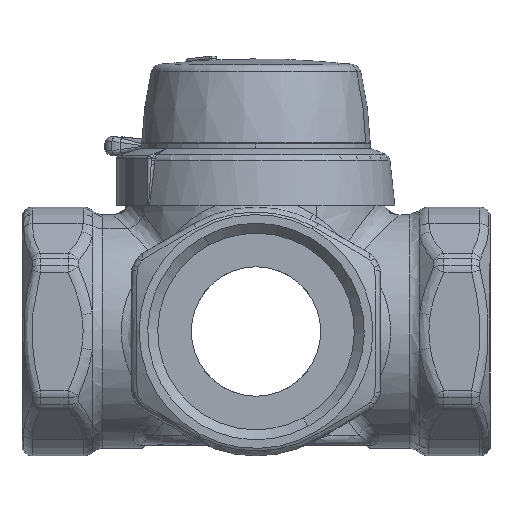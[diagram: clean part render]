
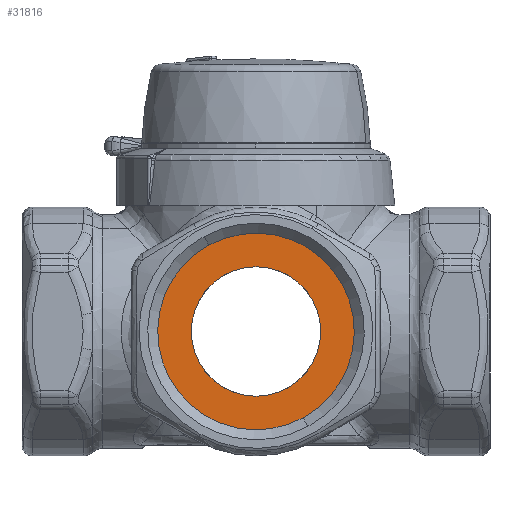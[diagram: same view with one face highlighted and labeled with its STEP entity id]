
A CAD part, front view. The second image highlights one B-rep face of the part: STEP entity #31816.
In plain terms, the highlighted planar face has unit normal (0, -1, 0).
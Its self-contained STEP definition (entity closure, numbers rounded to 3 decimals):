
#31472=AXIS2_PLACEMENT_3D('Circle Axis2P3D',#31470,#31471,$) ;
#31491=AXIS2_PLACEMENT_3D('Circle Axis2P3D',#31489,#31490,$) ;
#31792=AXIS2_PLACEMENT_3D('Plane Axis2P3D',#31789,#31790,#31791) ;
#31800=AXIS2_PLACEMENT_3D('Circle Axis2P3D',#31798,#31799,$) ;
#31809=AXIS2_PLACEMENT_3D('Circle Axis2P3D',#31807,#31808,$) ;
#31467=CARTESIAN_POINT('Vertex',(9.469,-23.,-17.332)) ;
#31470=CARTESIAN_POINT('Axis2P3D Location',(0.,-23.,0.)) ;
#31474=CARTESIAN_POINT('Vertex',(-9.469,-23.,17.332)) ;
#31489=CARTESIAN_POINT('Axis2P3D Location',(0.,-23.,0.)) ;
#31789=CARTESIAN_POINT('Axis2P3D Location',(0.,-23.,0.)) ;
#31798=CARTESIAN_POINT('Axis2P3D Location',(0.,-23.,0.)) ;
#31802=CARTESIAN_POINT('Vertex',(0.,-23.,-13.)) ;
#31804=CARTESIAN_POINT('Vertex',(0.,-23.,13.)) ;
#31807=CARTESIAN_POINT('Axis2P3D Location',(0.,-23.,0.)) ;
#31471=DIRECTION('Axis2P3D Direction',(0.,-1.,0.)) ;
#31490=DIRECTION('Axis2P3D Direction',(0.,-1.,0.)) ;
#31790=DIRECTION('Axis2P3D Direction',(0.,-1.,0.)) ;
#31791=DIRECTION('Axis2P3D XDirection',(1.,0.,0.)) ;
#31799=DIRECTION('Axis2P3D Direction',(0.,-1.,0.)) ;
#31808=DIRECTION('Axis2P3D Direction',(0.,-1.,0.)) ;
#31795=ORIENTED_EDGE('',*,*,#31493,.T.) ;
#31796=ORIENTED_EDGE('',*,*,#31476,.T.) ;
#31813=ORIENTED_EDGE('',*,*,#31806,.F.) ;
#31814=ORIENTED_EDGE('',*,*,#31811,.F.) ;
#31815=FACE_BOUND('',#31812,.T.) ;
#31816=ADVANCED_FACE('',(#31797,#31815),#31793,.T.) ;
#31473=CIRCLE('generated circle',#31472,19.75) ;
#31492=CIRCLE('generated circle',#31491,19.75) ;
#31801=CIRCLE('generated circle',#31800,13.) ;
#31810=CIRCLE('generated circle',#31809,13.) ;
#31476=EDGE_CURVE('',#31475,#31468,#31473,.T.) ;
#31493=EDGE_CURVE('',#31468,#31475,#31492,.T.) ;
#31806=EDGE_CURVE('',#31803,#31805,#31801,.T.) ;
#31811=EDGE_CURVE('',#31805,#31803,#31810,.T.) ;
#31794=EDGE_LOOP('',(#31795,#31796)) ;
#31812=EDGE_LOOP('',(#31813,#31814)) ;
#31797=FACE_OUTER_BOUND('',#31794,.T.) ;
#31793=PLANE('Plane',#31792) ;
#31468=VERTEX_POINT('',#31467) ;
#31475=VERTEX_POINT('',#31474) ;
#31803=VERTEX_POINT('',#31802) ;
#31805=VERTEX_POINT('',#31804) ;
